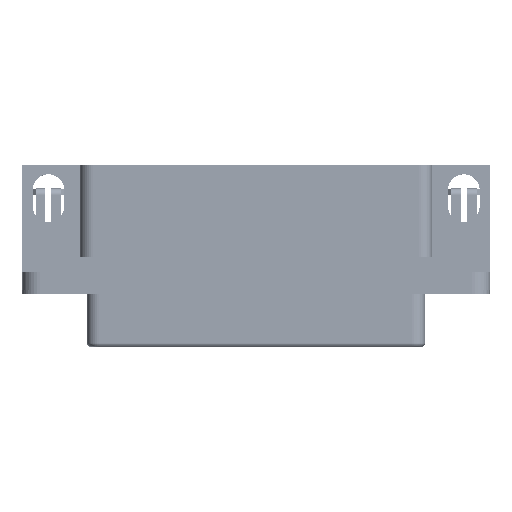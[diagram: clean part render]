
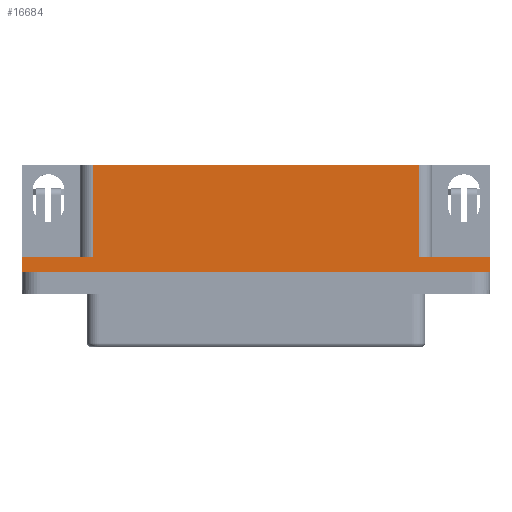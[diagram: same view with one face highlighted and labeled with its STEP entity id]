
A CAD part, top view. The second image highlights one B-rep face of the part: STEP entity #16684.
In plain terms, the highlighted planar face has unit normal (0, 0, 1).
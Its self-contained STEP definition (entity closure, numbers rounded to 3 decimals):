
#943=LINE('',#24659,#3013);
#1056=LINE('',#24946,#3126);
#1062=LINE('',#24957,#3132);
#1065=LINE('',#24965,#3135);
#1066=LINE('',#24966,#3136);
#1067=LINE('',#24968,#3137);
#1068=LINE('',#24970,#3138);
#1069=LINE('',#24972,#3139);
#3013=VECTOR('',#19727,1000.);
#3126=VECTOR('',#19934,1000.);
#3132=VECTOR('',#19942,1000.);
#3135=VECTOR('',#19949,1000.);
#3136=VECTOR('',#19950,1000.);
#3137=VECTOR('',#19951,1000.);
#3138=VECTOR('',#19952,1000.);
#3139=VECTOR('',#19953,1000.);
#5392=ORIENTED_EDGE('',*,*,#9964,.T.);
#5393=ORIENTED_EDGE('',*,*,#10114,.T.);
#5394=ORIENTED_EDGE('',*,*,#10110,.T.);
#5395=ORIENTED_EDGE('',*,*,#10104,.F.);
#5396=ORIENTED_EDGE('',*,*,#10115,.F.);
#5397=ORIENTED_EDGE('',*,*,#10116,.T.);
#5398=ORIENTED_EDGE('',*,*,#10117,.F.);
#5399=ORIENTED_EDGE('',*,*,#10118,.T.);
#9964=EDGE_CURVE('',#12285,#12284,#943,.T.);
#10104=EDGE_CURVE('',#12411,#12412,#1056,.T.);
#10110=EDGE_CURVE('',#12416,#12412,#1062,.T.);
#10114=EDGE_CURVE('',#12284,#12416,#1065,.T.);
#10115=EDGE_CURVE('',#12419,#12411,#1066,.T.);
#10116=EDGE_CURVE('',#12419,#12420,#1067,.T.);
#10117=EDGE_CURVE('',#12421,#12420,#1068,.T.);
#10118=EDGE_CURVE('',#12421,#12285,#1069,.T.);
#12284=VERTEX_POINT('',#24658);
#12285=VERTEX_POINT('',#24660);
#12411=VERTEX_POINT('',#24945);
#12412=VERTEX_POINT('',#24947);
#12416=VERTEX_POINT('',#24958);
#12419=VERTEX_POINT('',#24967);
#12420=VERTEX_POINT('',#24969);
#12421=VERTEX_POINT('',#24971);
#13871=EDGE_LOOP('',(#5392,#5393,#5394,#5395,#5396,#5397,#5398,#5399));
#14945=FACE_BOUND('',#13871,.T.);
#15938=PLANE('',#17831);
#16684=ADVANCED_FACE('',(#14945),#15938,.T.);
#17831=AXIS2_PLACEMENT_3D('',#24964,#19947,#19948);
#19727=DIRECTION('',(-1.,0.,0.));
#19934=DIRECTION('',(0.,1.,0.));
#19942=DIRECTION('',(-1.,0.,0.));
#19947=DIRECTION('',(0.,0.,1.));
#19948=DIRECTION('',(1.,0.,0.));
#19949=DIRECTION('',(0.,-1.,0.));
#19950=DIRECTION('',(-1.,0.,0.));
#19951=DIRECTION('',(0.,1.,0.));
#19952=DIRECTION('',(1.,0.,0.));
#19953=DIRECTION('',(0.,1.,0.));
#24658=CARTESIAN_POINT('',(-18.465,7.1,4.225));
#24659=CARTESIAN_POINT('',(26.52,7.1,4.225));
#24660=CARTESIAN_POINT('',(18.465,7.1,4.225));
#24945=CARTESIAN_POINT('',(-26.52,-5.1,4.225));
#24946=CARTESIAN_POINT('',(-26.52,-5.1,4.225));
#24947=CARTESIAN_POINT('',(-26.52,-3.3,4.225));
#24957=CARTESIAN_POINT('',(-19.965,-3.3,4.225));
#24958=CARTESIAN_POINT('',(-18.465,-3.3,4.225));
#24964=CARTESIAN_POINT('',(26.52,-5.1,4.225));
#24965=CARTESIAN_POINT('',(-18.465,-3.3,4.225));
#24966=CARTESIAN_POINT('',(26.52,-5.1,4.225));
#24967=CARTESIAN_POINT('',(26.52,-5.1,4.225));
#24968=CARTESIAN_POINT('',(26.52,-5.1,4.225));
#24969=CARTESIAN_POINT('',(26.52,-3.3,4.225));
#24970=CARTESIAN_POINT('',(19.965,-3.3,4.225));
#24971=CARTESIAN_POINT('',(18.465,-3.3,4.225));
#24972=CARTESIAN_POINT('',(18.465,7.1,4.225));
